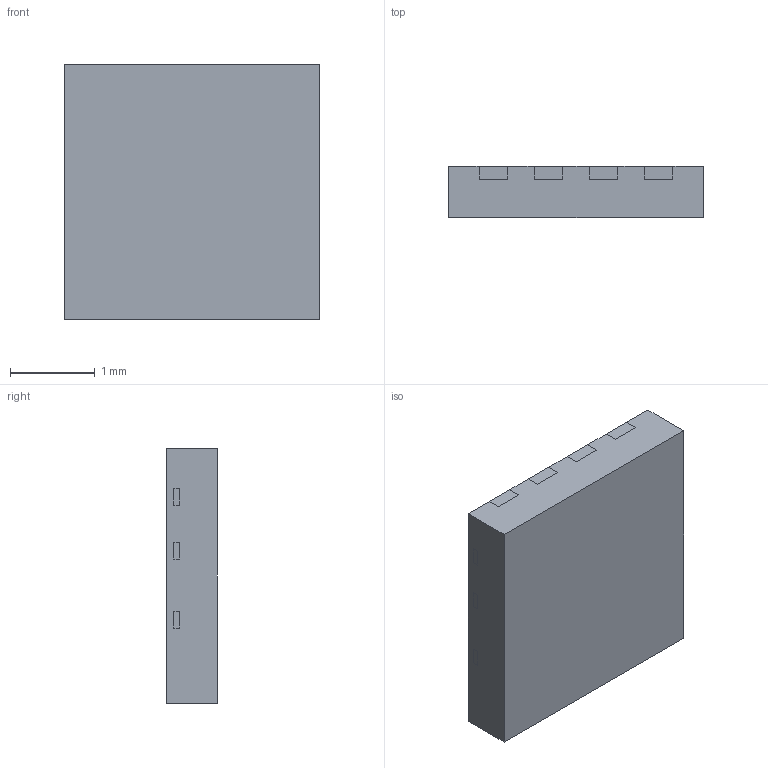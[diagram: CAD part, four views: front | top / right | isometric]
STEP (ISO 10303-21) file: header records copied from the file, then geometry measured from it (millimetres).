
FILE_DESCRIPTION(/* description */ (''),/* implementation_level */ '2;1');
FILE_NAME(/* name */ 'DFN3030B-8_STP',/* time_stamp */ '2020-07-31T16:24:45+08:00',/* author */ ('Wei Wu'),/* organization */ ('Diodes'),/* preprocessor_version */ 'ST-DEVELOPER v16.7',/* originating_system */ 'DEX',/* authorisation */ $);
FILE_SCHEMA (('AUTOMOTIVE_DESIGN {1 0 10303 214 3 1 1}'));
Length unit declared in the file: millimetre
Products named in the file (3): DFN3030B-8_3D; LF; CP
Assembly tree (2 placements, depth 2):
  DFN3030B-8_3D
    LF
    CP
Bounding box: 3 x 0.6 x 3 mm (x, y, z)
Volume: 5.4 mm3; surface area: 49.4 mm2
Topology: 9 solids, 9 shells, 386 faces, 1122 edges, 748 vertices
Faces by surface type: plane 296, cylinder 90
Entity records: 14133 total; most frequent: CARTESIAN_POINT 2259, ORIENTED_EDGE 2244, DIRECTION 2080, EDGE_CURVE 1122, LINE 942, VECTOR 942, VERTEX_POINT 748, AXIS2_PLACEMENT_3D 569
